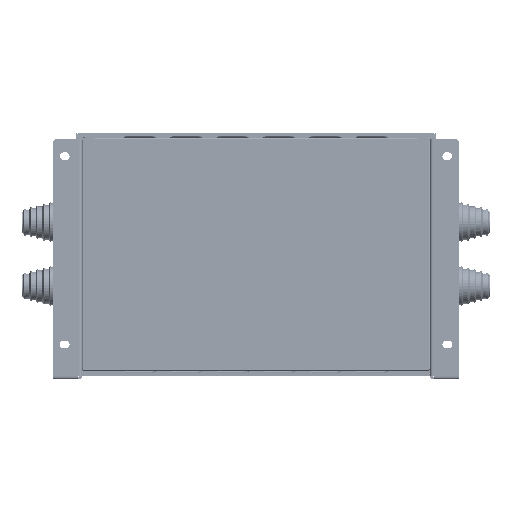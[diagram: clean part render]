
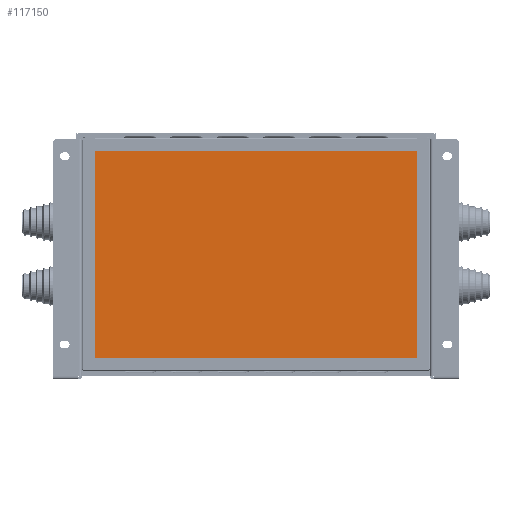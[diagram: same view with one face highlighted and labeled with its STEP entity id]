
A CAD part, front view. The second image highlights one B-rep face of the part: STEP entity #117150.
In plain terms, the highlighted planar face has unit normal (0, -1, 0).
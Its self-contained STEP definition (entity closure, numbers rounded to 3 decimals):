
#2252 = LINE ( 'NONE', #56709, #131731 ) ;
#3102 = ORIENTED_EDGE ( 'NONE', *, *, #82835, .F. ) ;
#8868 = CARTESIAN_POINT ( 'NONE',  ( 0., 0., 0. ) ) ;
#12059 = PLANE ( 'NONE',  #117126 ) ;
#14473 = CARTESIAN_POINT ( 'NONE',  ( 0., 0., -394. ) ) ;
#24368 = DIRECTION ( 'NONE',  ( 0., 0., -1. ) ) ;
#24845 = CARTESIAN_POINT ( 'NONE',  ( 0., 0., -394. ) ) ;
#41214 = LINE ( 'NONE', #62677, #134210 ) ;
#48503 = CARTESIAN_POINT ( 'NONE',  ( 0., 0., -394. ) ) ;
#49075 = EDGE_CURVE ( 'NONE', #56819, #108315, #131113, .T. ) ;
#56709 = CARTESIAN_POINT ( 'NONE',  ( 0., 0., 0. ) ) ;
#56819 = VERTEX_POINT ( 'NONE', #68338 ) ;
#57333 = FACE_OUTER_BOUND ( 'NONE', #58129, .T. ) ;
#58129 = EDGE_LOOP ( 'NONE', ( #97471, #92598, #60165, #3102 ) ) ;
#58672 = CARTESIAN_POINT ( 'NONE',  ( 590., 0., 0. ) ) ;
#60165 = ORIENTED_EDGE ( 'NONE', *, *, #78640, .F. ) ;
#62677 = CARTESIAN_POINT ( 'NONE',  ( 590., 0., 0. ) ) ;
#66857 = VECTOR ( 'NONE', #122648, 1000. ) ;
#68338 = CARTESIAN_POINT ( 'NONE',  ( 590., 0., -394. ) ) ;
#69896 = DIRECTION ( 'NONE',  ( 1., 0., 0. ) ) ;
#71262 = VECTOR ( 'NONE', #69896, 1000. ) ;
#72902 = EDGE_CURVE ( 'NONE', #108315, #133128, #2252, .T. ) ;
#74863 = DIRECTION ( 'NONE',  ( 0., 0., -1. ) ) ;
#78640 = EDGE_CURVE ( 'NONE', #80335, #56819, #41214, .T. ) ;
#80335 = VERTEX_POINT ( 'NONE', #58672 ) ;
#82835 = EDGE_CURVE ( 'NONE', #133128, #80335, #103403, .T. ) ;
#92598 = ORIENTED_EDGE ( 'NONE', *, *, #49075, .F. ) ;
#96368 = CARTESIAN_POINT ( 'NONE',  ( 0., 0., 0. ) ) ;
#97425 = DIRECTION ( 'NONE',  ( 0., -1., 0. ) ) ;
#97471 = ORIENTED_EDGE ( 'NONE', *, *, #72902, .F. ) ;
#103403 = LINE ( 'NONE', #8868, #71262 ) ;
#108315 = VERTEX_POINT ( 'NONE', #14473 ) ;
#117126 = AXIS2_PLACEMENT_3D ( 'NONE', #48503, #97425, #24368 ) ;
#117150 = ADVANCED_FACE ( 'NONE', ( #57333 ), #12059, .T. ) ;
#122648 = DIRECTION ( 'NONE',  ( -1., 0., 0. ) ) ;
#129146 = DIRECTION ( 'NONE',  ( 0., 0., 1. ) ) ;
#131113 = LINE ( 'NONE', #24845, #66857 ) ;
#131731 = VECTOR ( 'NONE', #129146, 1000. ) ;
#133128 = VERTEX_POINT ( 'NONE', #96368 ) ;
#134210 = VECTOR ( 'NONE', #74863, 1000. ) ;
